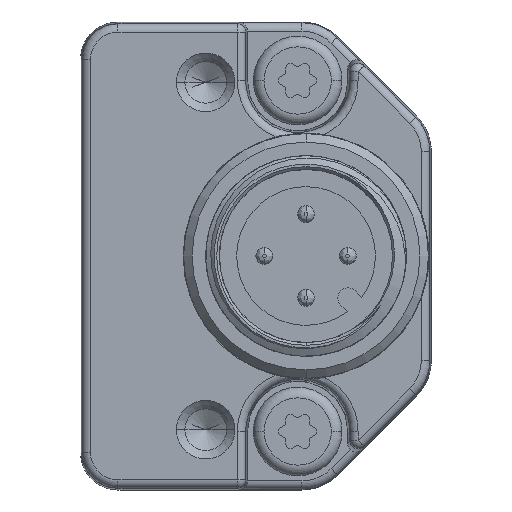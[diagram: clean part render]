
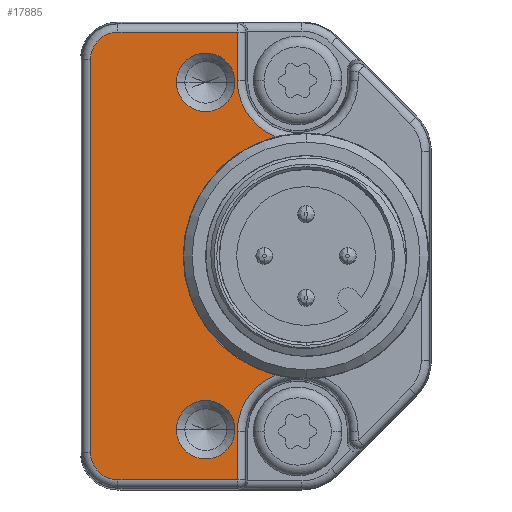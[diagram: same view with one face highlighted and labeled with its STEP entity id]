
A CAD part, left-side view. The second image highlights one B-rep face of the part: STEP entity #17885.
In plain terms, the highlighted planar face has unit normal (-1, 0, 0).
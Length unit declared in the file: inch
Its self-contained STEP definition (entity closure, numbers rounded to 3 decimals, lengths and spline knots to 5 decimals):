
#660=CARTESIAN_POINT('',(-0.49213,0.31496,
-0.41339));
#661=DIRECTION('',(1.,0.,0.));
#662=DIRECTION('',(0.,1.,0.));
#663=AXIS2_PLACEMENT_3D('',#660,#661,#662);
#665=DIRECTION('',(0.,0.,1.));
#666=VECTOR('',#665,0.11399);
#667=CARTESIAN_POINT('',(-0.49213,0.45723,
-0.52737));
#668=LINE('',#667,#666);
#669=DIRECTION('',(0.,-1.,0.));
#670=VECTOR('',#669,0.28096);
#671=CARTESIAN_POINT('',(-0.49213,0.73819,
-0.52737));
#672=LINE('',#671,#670);
#673=CARTESIAN_POINT('',(-0.49213,0.73819,
-0.4626));
#674=DIRECTION('',(-1.,0.,0.));
#675=DIRECTION('',(0.,1.,0.));
#676=AXIS2_PLACEMENT_3D('',#673,#674,#675);
#678=DIRECTION('',(0.,0.,-1.));
#679=VECTOR('',#678,0.9252);
#680=CARTESIAN_POINT('',(-0.49213,0.80296,
0.4626));
#681=LINE('',#680,#679);
#682=CARTESIAN_POINT('',(-0.49213,0.73819,
0.4626));
#683=DIRECTION('',(-1.,0.,0.));
#684=DIRECTION('',(0.,0.,1.));
#685=AXIS2_PLACEMENT_3D('',#682,#683,#684);
#687=DIRECTION('',(0.,1.,0.));
#688=VECTOR('',#687,0.28096);
#689=CARTESIAN_POINT('',(-0.49213,0.45723,
0.52737));
#690=LINE('',#689,#688);
#691=DIRECTION('',(0.,0.,1.));
#692=VECTOR('',#691,0.11399);
#693=CARTESIAN_POINT('',(-0.49213,0.45723,
0.41339));
#694=LINE('',#693,#692);
#695=CARTESIAN_POINT('',(-0.49213,0.31496,
0.41339));
#696=DIRECTION('',(1.,0.,0.));
#697=DIRECTION('',(0.,0.359,-0.933));
#698=AXIS2_PLACEMENT_3D('',#695,#696,#697);
#700=CARTESIAN_POINT('',(-0.49213,0.29528,0.));
#701=DIRECTION('',(-1.,0.,0.));
#702=DIRECTION('',(0.,0.244,0.97));
#703=AXIS2_PLACEMENT_3D('',#700,#701,#702);
#705=CARTESIAN_POINT('',(-0.49213,0.5315,
-0.40915));
#706=DIRECTION('',(1.,0.,0.));
#707=DIRECTION('',(0.,1.,0.));
#708=AXIS2_PLACEMENT_3D('',#705,#706,#707);
#710=CARTESIAN_POINT('',(-0.49213,0.5315,
-0.40915));
#711=DIRECTION('',(1.,0.,0.));
#712=DIRECTION('',(0.,-1.,0.));
#713=AXIS2_PLACEMENT_3D('',#710,#711,#712);
#715=CARTESIAN_POINT('',(-0.49213,0.5315,
0.40915));
#716=DIRECTION('',(1.,0.,0.));
#717=DIRECTION('',(0.,1.,0.));
#718=AXIS2_PLACEMENT_3D('',#715,#716,#717);
#720=CARTESIAN_POINT('',(-0.49213,0.5315,
0.40915));
#721=DIRECTION('',(1.,0.,0.));
#722=DIRECTION('',(0.,-1.,0.));
#723=AXIS2_PLACEMENT_3D('',#720,#721,#722);
#15104=CARTESIAN_POINT('',(-0.49213,0.80296,
-0.4626));
#15105=CARTESIAN_POINT('',(-0.49213,0.73819,
-0.52737));
#15106=VERTEX_POINT('',#15104);
#15107=VERTEX_POINT('',#15105);
#15112=CARTESIAN_POINT('',(-0.49213,0.80296,
0.4626));
#15113=VERTEX_POINT('',#15112);
#15116=CARTESIAN_POINT('',(-0.49213,0.73819,
0.52737));
#15117=VERTEX_POINT('',#15116);
#15140=CARTESIAN_POINT('',(-0.49213,0.60039,
-0.40915));
#15141=CARTESIAN_POINT('',(-0.49213,0.4626,
-0.40915));
#15142=VERTEX_POINT('',#15140);
#15143=VERTEX_POINT('',#15141);
#15148=CARTESIAN_POINT('',(-0.49213,0.60039,
0.40915));
#15149=CARTESIAN_POINT('',(-0.49213,0.4626,
0.40915));
#15150=VERTEX_POINT('',#15148);
#15151=VERTEX_POINT('',#15149);
#15184=CARTESIAN_POINT('',(-0.49213,0.45723,
-0.41339));
#15185=CARTESIAN_POINT('',(-0.49213,0.366,
-0.28059));
#15186=VERTEX_POINT('',#15184);
#15187=VERTEX_POINT('',#15185);
#15188=CARTESIAN_POINT('',(-0.49213,0.45723,
-0.52737));
#15189=VERTEX_POINT('',#15188);
#15212=CARTESIAN_POINT('',(-0.49213,0.366,
0.28059));
#15213=CARTESIAN_POINT('',(-0.49213,0.45723,
0.41339));
#15214=VERTEX_POINT('',#15212);
#15215=VERTEX_POINT('',#15213);
#15216=CARTESIAN_POINT('',(-0.49213,0.45723,
0.52737));
#15217=VERTEX_POINT('',#15216);
#17850=CARTESIAN_POINT('',(-0.49213,0.,0.));
#17851=DIRECTION('',(-1.,0.,0.));
#17852=DIRECTION('',(0.,0.,1.));
#17853=AXIS2_PLACEMENT_3D('',#17850,#17851,#17852);
#17854=PLANE('',#17853);
#17855=ORIENTED_EDGE('',*,*,#17698,.F.);
#17857=ORIENTED_EDGE('',*,*,#17856,.F.);
#17859=ORIENTED_EDGE('',*,*,#17858,.F.);
#17861=ORIENTED_EDGE('',*,*,#17860,.F.);
#17863=ORIENTED_EDGE('',*,*,#17862,.F.);
#17865=ORIENTED_EDGE('',*,*,#17864,.F.);
#17867=ORIENTED_EDGE('',*,*,#17866,.F.);
#17868=ORIENTED_EDGE('',*,*,#17841,.F.);
#17869=ORIENTED_EDGE('',*,*,#17799,.F.);
#17870=ORIENTED_EDGE('',*,*,#17713,.T.);
#17871=EDGE_LOOP('',(#17855,#17857,#17859,#17861,#17863,#17865,#17867,#17868,
#17869,#17870));
#17872=FACE_OUTER_BOUND('',#17871,.F.);
#17874=ORIENTED_EDGE('',*,*,#17873,.F.);
#17876=ORIENTED_EDGE('',*,*,#17875,.F.);
#17877=EDGE_LOOP('',(#17874,#17876));
#17878=FACE_BOUND('',#17877,.F.);
#17880=ORIENTED_EDGE('',*,*,#17879,.F.);
#17882=ORIENTED_EDGE('',*,*,#17881,.F.);
#17883=EDGE_LOOP('',(#17880,#17882));
#17884=FACE_BOUND('',#17883,.F.);
#17885=ADVANCED_FACE('',(#17872,#17878,#17884),#17854,.T.);
#664=CIRCLE('',#663,0.14227);
#677=CIRCLE('',#676,0.06477);
#686=CIRCLE('',#685,0.06477);
#699=CIRCLE('',#698,0.14227);
#704=CIRCLE('',#703,0.28937);
#709=CIRCLE('',#708,0.0689);
#714=CIRCLE('',#713,0.0689);
#719=CIRCLE('',#718,0.0689);
#724=CIRCLE('',#723,0.0689);
#17698=EDGE_CURVE('',#15186,#15187,#664,.T.);
#17713=EDGE_CURVE('',#15214,#15187,#704,.T.);
#17799=EDGE_CURVE('',#15214,#15215,#699,.T.);
#17841=EDGE_CURVE('',#15215,#15217,#694,.T.);
#17856=EDGE_CURVE('',#15189,#15186,#668,.T.);
#17858=EDGE_CURVE('',#15107,#15189,#672,.T.);
#17860=EDGE_CURVE('',#15106,#15107,#677,.T.);
#17862=EDGE_CURVE('',#15113,#15106,#681,.T.);
#17864=EDGE_CURVE('',#15117,#15113,#686,.T.);
#17866=EDGE_CURVE('',#15217,#15117,#690,.T.);
#17873=EDGE_CURVE('',#15142,#15143,#709,.T.);
#17875=EDGE_CURVE('',#15143,#15142,#714,.T.);
#17879=EDGE_CURVE('',#15150,#15151,#719,.T.);
#17881=EDGE_CURVE('',#15151,#15150,#724,.T.);
